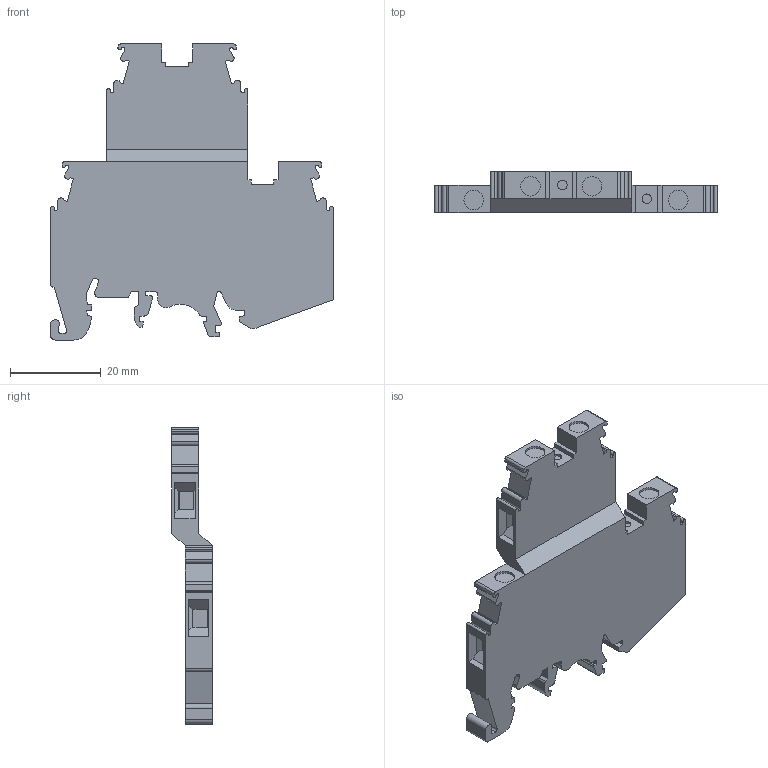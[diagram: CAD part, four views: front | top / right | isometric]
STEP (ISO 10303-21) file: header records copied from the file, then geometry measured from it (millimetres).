
FILE_DESCRIPTION(/* description */ ('Unknown'),/* implementation_level */ '2;1');
FILE_NAME(/* name */ 'KUDD4N_GY_3D',/* time_stamp */ '2019-09-16T10:14:56+06:00',/* author */ ('Unknown'),/* organization */ ('Unknown'),/* preprocessor_version */ 'ST-DEVELOPER v16.7',/* originating_system */ 'DEX',/* authorisation */ $);
FILE_SCHEMA (('AUTOMOTIVE_DESIGN {1 0 10303 214 3 1 1}'));
Length unit declared in the file: millimetre
Products named in the file (1): KUDD4N
Bounding box: 62.5 x 9 x 65.4 mm (x, y, z)
Volume: 15156 mm3; surface area: 8484.1 mm2
Topology: 1 solids, 1 shells, 258 faces, 720 edges, 474 vertices
Faces by surface type: plane 187, cylinder 71
Full cylindrical faces by diameter (mm): 2.113 x2, 4.3 x4
Entity records: 8222 total; most frequent: CARTESIAN_POINT 1447, ORIENTED_EDGE 1428, DIRECTION 1374, EDGE_CURVE 714, LINE 572, VECTOR 572, VERTEX_POINT 474, AXIS2_PLACEMENT_3D 401
